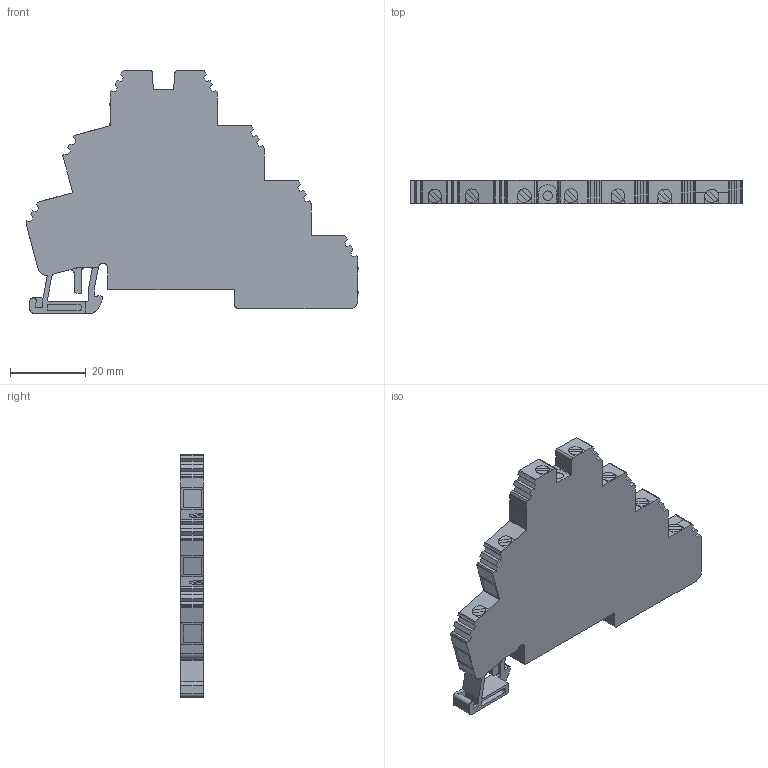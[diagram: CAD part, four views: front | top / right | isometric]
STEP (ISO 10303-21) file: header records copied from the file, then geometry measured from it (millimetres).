
FILE_DESCRIPTION(/* description */ (''),/* implementation_level */ '2;1');
FILE_NAME(/* name */ 'CTLG2.5EMOV.stp',/* time_stamp */ '2017-06-01T09:25:25-04:00',/* author */ ('CAD Station'),/* organization */ (''),/* preprocessor_version */ 'ST-DEVELOPER v16.1',/* originating_system */ 'Autodesk Inventor 2016',/* authorisation */ '');
FILE_SCHEMA (('AUTOMOTIVE_DESIGN { 1 0 10303 214 3 1 1 }'));
Length unit declared in the file: metre
Products named in the file (1): CTLG2.5EMOV
Bounding box: 87.51 x 6 x 63.9 mm (x, y, z)
Volume: 20188.1 mm3; surface area: 9310.4 mm2
Topology: 1 solids, 1 shells, 366 faces, 1003 edges, 641 vertices
Faces by surface type: plane 302, cylinder 64
Full cylindrical faces by diameter (mm): 2.5 x1, 3.6 x7
Entity records: 11728 total; most frequent: CARTESIAN_POINT 1989, ORIENTED_EDGE 1976, DIRECTION 1881, EDGE_CURVE 988, LINE 829, VECTOR 829, VERTEX_POINT 634, AXIS2_PLACEMENT_3D 526
